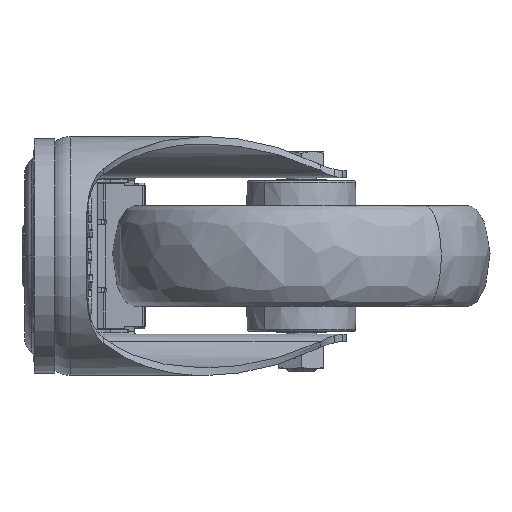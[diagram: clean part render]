
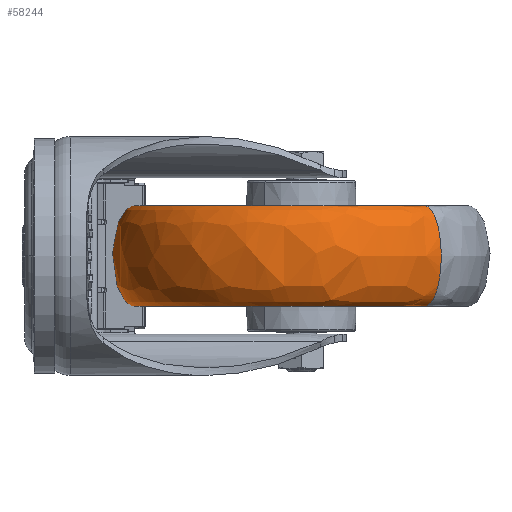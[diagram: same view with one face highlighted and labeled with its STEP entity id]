
A CAD part, left-side view. The second image highlights one B-rep face of the part: STEP entity #58244.
In plain terms, the highlighted free-form (B-spline) face has degree [3, 3] with [4, 4] control points.
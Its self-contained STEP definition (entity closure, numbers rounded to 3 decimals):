
#66 = CARTESIAN_POINT ( 'NONE',  ( 55., -111., 20. ) ) ;
#122 = CARTESIAN_POINT ( 'NONE',  ( -125.918, -60.515, -20. ) ) ;
#1883 = ORIENTED_EDGE ( 'NONE', *, *, #57654, .T. ) ;
#2545 = ORIENTED_EDGE ( 'NONE', *, *, #31827, .F. ) ;
#4486 = CARTESIAN_POINT ( 'NONE',  ( 1.444, 26.52, 20. ) ) ;
#5120 = CARTESIAN_POINT ( 'NONE',  ( 99.297, -62.073, -20. ) ) ;
#6055 =( BOUNDED_SURFACE ( )  B_SPLINE_SURFACE ( 3, 3, ( 
 ( #9188, #45721, #10538, #19583 ),
 ( #20563, #35007, #122, #15224 ),
 ( #20233, #25606, #9525, #40392 ),
 ( #61232, #4486, #50471, #20882 ) ),
 .UNSPECIFIED., .F., .F., .F. ) 
 B_SPLINE_SURFACE_WITH_KNOTS ( ( 4, 4 ),
 ( 4, 4 ),
 ( 0., 1. ),
 ( 0., 1. ),
 .UNSPECIFIED. ) 
 GEOMETRIC_REPRESENTATION_ITEM ( )  RATIONAL_B_SPLINE_SURFACE ( (
 ( 1., 0.333, 0.333, 1.),
 ( 0.333, 0.111, 0.111, 0.333),
 ( 0.333, 0.111, 0.111, 0.333),
 ( 1., 0.333, 0.333, 1.) ) ) 
 REPRESENTATION_ITEM ( '' )  SURFACE ( )  );
#6091 = CARTESIAN_POINT ( 'NONE',  ( 10.703, -159.927, 20. ) ) ;
#6387 = AXIS2_PLACEMENT_3D ( 'NONE', #66222, #40734, #61221 ) ;
#6826 = EDGE_LOOP ( 'NONE', ( #1883, #55081, #8628, #2545 ) ) ;
#8628 = ORIENTED_EDGE ( 'NONE', *, *, #39990, .F. ) ;
#9188 = CARTESIAN_POINT ( 'NONE',  ( 99.297, -62.073, -20. ) ) ;
#9525 = CARTESIAN_POINT ( 'NONE',  ( -125.918, -60.515, 20. ) ) ;
#10538 = CARTESIAN_POINT ( 'NONE',  ( -87.15, -71.333, -20. ) ) ;
#12179 = DIRECTION ( 'NONE',  ( 0.671, 0.741, 0. ) ) ;
#13875 = CIRCLE ( 'NONE', #51386, 66. ) ;
#14113 = CARTESIAN_POINT ( 'NONE',  ( 10.703, -159.927, -20. ) ) ;
#14701 = CARTESIAN_POINT ( 'NONE',  ( 10.703, -159.927, -20. ) ) ;
#15224 = CARTESIAN_POINT ( 'NONE',  ( -1.378, -173.27, -20. ) ) ;
#18241 = VERTEX_POINT ( 'NONE', #6091 ) ;
#19583 = CARTESIAN_POINT ( 'NONE',  ( 10.703, -159.927, -20. ) ) ;
#20233 = CARTESIAN_POINT ( 'NONE',  ( 111.378, -48.73, 20. ) ) ;
#20449 = CARTESIAN_POINT ( 'NONE',  ( -1.378, -173.27, 20. ) ) ;
#20508 = DIRECTION ( 'NONE',  ( 0., 0., 1. ) ) ;
#20563 = CARTESIAN_POINT ( 'NONE',  ( 111.378, -48.73, -20. ) ) ;
#20882 = CARTESIAN_POINT ( 'NONE',  ( 10.703, -159.927, 20. ) ) ;
#25606 = CARTESIAN_POINT ( 'NONE',  ( -13.163, 64.025, 20. ) ) ;
#28032 = FACE_OUTER_BOUND ( 'NONE', #6826, .T. ) ;
#28969 = CARTESIAN_POINT ( 'NONE',  ( 99.297, -62.073, -20. ) ) ;
#30620 = CARTESIAN_POINT ( 'NONE',  ( 99.297, -62.073, 20. ) ) ;
#31827 = EDGE_CURVE ( 'NONE', #49982, #53688, #58380, .T. ) ;
#33103 = CARTESIAN_POINT ( 'NONE',  ( 99.297, -62.073, 20. ) ) ;
#34574 = CARTESIAN_POINT ( 'NONE',  ( -1.378, -173.27, -20. ) ) ;
#35007 = CARTESIAN_POINT ( 'NONE',  ( -13.163, 64.025, -20. ) ) ;
#36703 = CARTESIAN_POINT ( 'NONE',  ( 111.378, -48.73, -20. ) ) ;
#39990 = EDGE_CURVE ( 'NONE', #53688, #18241, #13875, .T. ) ;
#40392 = CARTESIAN_POINT ( 'NONE',  ( -1.378, -173.27, 20. ) ) ;
#40734 = DIRECTION ( 'NONE',  ( 0., 0., 1. ) ) ;
#41070 = CARTESIAN_POINT ( 'NONE',  ( 111.378, -48.73, 20. ) ) ;
#45721 = CARTESIAN_POINT ( 'NONE',  ( 1.444, 26.52, -20. ) ) ;
#49982 = VERTEX_POINT ( 'NONE', #28969 ) ;
#50471 = CARTESIAN_POINT ( 'NONE',  ( -87.15, -71.333, 20. ) ) ;
#51386 = AXIS2_PLACEMENT_3D ( 'NONE', #66, #20508, #12179 ) ;
#52532 = EDGE_CURVE ( 'NONE', #55238, #18241, #54072, .T. ) ;
#53688 = VERTEX_POINT ( 'NONE', #33103 ) ;
#54072 =( BOUNDED_CURVE ( )  B_SPLINE_CURVE ( 3, ( #14113, #34574, #20449, #60785 ),
 .UNSPECIFIED., .F., .T. ) 
 B_SPLINE_CURVE_WITH_KNOTS ( ( 4, 4 ),
 ( 0., 3.142 ),
 .UNSPECIFIED. ) 
 CURVE ( )  GEOMETRIC_REPRESENTATION_ITEM ( )  RATIONAL_B_SPLINE_CURVE ( ( 1., 0.333, 0.333, 1. ) ) 
 REPRESENTATION_ITEM ( '' )  );
#55081 = ORIENTED_EDGE ( 'NONE', *, *, #52532, .T. ) ;
#55238 = VERTEX_POINT ( 'NONE', #14701 ) ;
#57654 = EDGE_CURVE ( 'NONE', #49982, #55238, #57780, .T. ) ;
#57780 = CIRCLE ( 'NONE', #6387, 66. ) ;
#58244 = ADVANCED_FACE ( 'NONE', ( #28032 ), #6055, .F. ) ;
#58380 =( BOUNDED_CURVE ( )  B_SPLINE_CURVE ( 3, ( #5120, #36703, #41070, #30620 ),
 .UNSPECIFIED., .F., .F. ) 
 B_SPLINE_CURVE_WITH_KNOTS ( ( 4, 4 ),
 ( 0., 3.142 ),
 .UNSPECIFIED. ) 
 CURVE ( )  GEOMETRIC_REPRESENTATION_ITEM ( )  RATIONAL_B_SPLINE_CURVE ( ( 1., 0.333, 0.333, 1. ) ) 
 REPRESENTATION_ITEM ( '' )  );
#60785 = CARTESIAN_POINT ( 'NONE',  ( 10.703, -159.927, 20. ) ) ;
#61221 = DIRECTION ( 'NONE',  ( 0.671, 0.741, 0. ) ) ;
#61232 = CARTESIAN_POINT ( 'NONE',  ( 99.297, -62.073, 20. ) ) ;
#66222 = CARTESIAN_POINT ( 'NONE',  ( 55., -111., -20. ) ) ;
